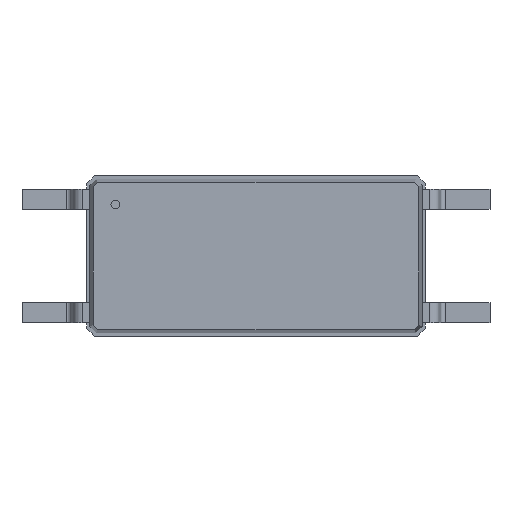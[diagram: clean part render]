
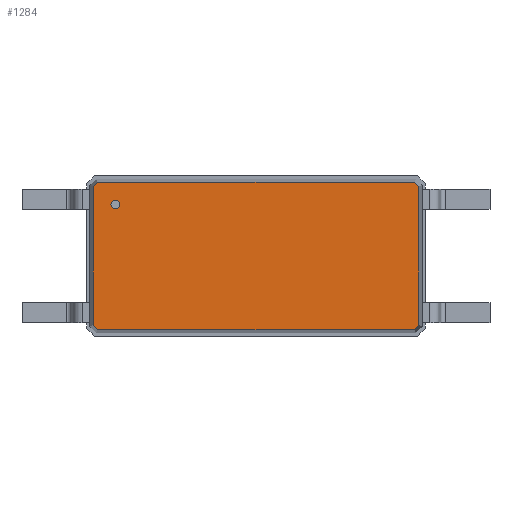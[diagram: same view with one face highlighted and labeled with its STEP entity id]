
A CAD part, top view. The second image highlights one B-rep face of the part: STEP entity #1284.
In plain terms, the highlighted planar face has unit normal (0, 0, 1).
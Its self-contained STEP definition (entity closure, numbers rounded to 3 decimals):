
#27=VECTOR('',#28,1.);
#28=DIRECTION('',(1.,0.,0.));
#51=VECTOR('',#52,1.);
#52=DIRECTION('',(0.707,-0.707,0.));
#58=VECTOR('',#59,1.);
#59=DIRECTION('',(0.,-1.,0.));
#65=VECTOR('',#66,1.);
#66=DIRECTION('',(-0.707,-0.707,0.));
#72=VECTOR('',#73,1.);
#73=DIRECTION('',(-1.,0.,0.));
#79=VECTOR('',#80,1.);
#80=DIRECTION('',(-0.707,0.707,0.));
#86=VECTOR('',#87,1.);
#87=DIRECTION('',(0.,1.,0.));
#91=VECTOR('',#92,1.);
#92=DIRECTION('',(0.707,0.707,0.));
#95=DIRECTION('',(0.,0.,-1.));
#589=VERTEX_POINT('',#590);
#590=CARTESIAN_POINT('',(-3.654,1.552,1.1));
#593=EDGE_CURVE('',#594,#589,#596,.T.);
#594=VERTEX_POINT('',#595);
#595=CARTESIAN_POINT('',(-3.654,-1.552,1.1));
#596=LINE('',#595,#86);
#607=VERTEX_POINT('',#608);
#608=CARTESIAN_POINT('',(-3.552,1.654,1.1));
#611=EDGE_CURVE('',#589,#607,#612,.T.);
#612=LINE('',#590,#91);
#621=VERTEX_POINT('',#622);
#622=CARTESIAN_POINT('',(3.552,1.654,1.1));
#625=EDGE_CURVE('',#607,#621,#626,.T.);
#626=LINE('',#608,#27);
#635=VERTEX_POINT('',#636);
#636=CARTESIAN_POINT('',(3.654,1.552,1.1));
#639=EDGE_CURVE('',#621,#635,#640,.T.);
#640=LINE('',#622,#51);
#665=VERTEX_POINT('',#666);
#666=CARTESIAN_POINT('',(3.654,-1.552,1.1));
#669=EDGE_CURVE('',#635,#665,#670,.T.);
#670=LINE('',#636,#58);
#1284=ADVANCED_FACE('',(#1285,#1305),#1315,.F.);
#1285=FACE_BOUND('',#1286,.F.);
#1286=EDGE_LOOP('',(#1287,#1288,#1289,#1290,#1295,#1300,#1303,#1304));
#1287=ORIENTED_EDGE('',*,*,#625,.T.);
#1288=ORIENTED_EDGE('',*,*,#639,.T.);
#1289=ORIENTED_EDGE('',*,*,#669,.T.);
#1290=ORIENTED_EDGE('',*,*,#1291,.T.);
#1291=EDGE_CURVE('',#665,#1292,#1294,.T.);
#1292=VERTEX_POINT('',#1293);
#1293=CARTESIAN_POINT('',(3.552,-1.654,1.1));
#1294=LINE('',#666,#65);
#1295=ORIENTED_EDGE('',*,*,#1296,.T.);
#1296=EDGE_CURVE('',#1292,#1297,#1299,.T.);
#1297=VERTEX_POINT('',#1298);
#1298=CARTESIAN_POINT('',(-3.552,-1.654,1.1));
#1299=LINE('',#1293,#72);
#1300=ORIENTED_EDGE('',*,*,#1301,.T.);
#1301=EDGE_CURVE('',#1297,#594,#1302,.T.);
#1302=LINE('',#1298,#79);
#1303=ORIENTED_EDGE('',*,*,#593,.T.);
#1304=ORIENTED_EDGE('',*,*,#611,.T.);
#1305=FACE_BOUND('',#1306,.F.);
#1306=EDGE_LOOP('',(#1307));
#1307=ORIENTED_EDGE('',*,*,#1308,.F.);
#1308=EDGE_CURVE('',#1309,#1309,#1311,.T.);
#1309=VERTEX_POINT('',#1310);
#1310=CARTESIAN_POINT('',(-3.154,1.054,1.1));
#1311=CIRCLE('',#1312,0.1);
#1312=AXIS2_PLACEMENT_3D('',#1313,#1314,#59);
#1313=CARTESIAN_POINT('',(-3.154,1.154,1.1));
#1314=DIRECTION('',(0.,-0.,-1.));
#1315=PLANE('',#1316);
#1316=AXIS2_PLACEMENT_3D('',#608,#95,#1317);
#1317=DIRECTION('',(0.914,-0.406,0.));
